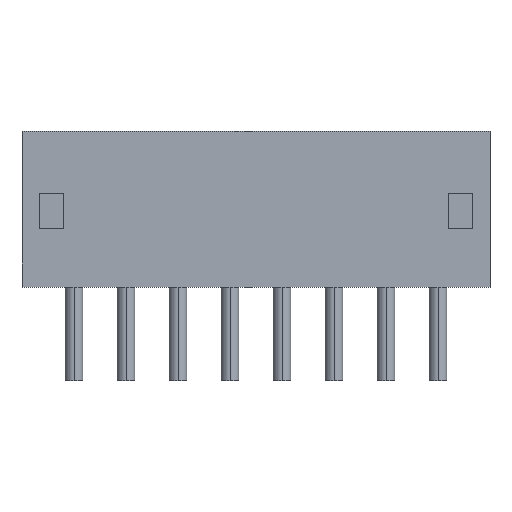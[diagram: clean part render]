
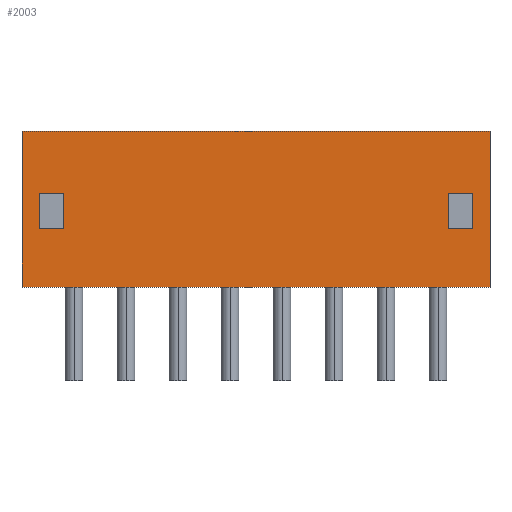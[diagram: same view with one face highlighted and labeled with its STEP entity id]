
A CAD part, top view. The second image highlights one B-rep face of the part: STEP entity #2003.
In plain terms, the highlighted planar face has unit normal (0, 0, 1).
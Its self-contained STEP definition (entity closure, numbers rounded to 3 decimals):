
#259 = CARTESIAN_POINT ( 'NONE',  ( 6.75, 4.5, 0. ) ) ;
#1624 = DIRECTION ( 'NONE',  ( 0., -1., 0. ) ) ;
#1625 = VECTOR ( 'NONE', #1624, 1000. ) ;
#1626 = CARTESIAN_POINT ( 'NONE',  ( 6.75, 0., 0. ) ) ;
#1627 = LINE ( 'NONE', #1626, #1625 ) ;
#1628 = CARTESIAN_POINT ( 'NONE',  ( 6.75, 0., 0. ) ) ;
#1629 = DIRECTION ( 'NONE',  ( -1., 0., 0. ) ) ;
#1630 = VECTOR ( 'NONE', #1629, 1000. ) ;
#1631 = CARTESIAN_POINT ( 'NONE',  ( 6.75, 0., 0. ) ) ;
#1632 = LINE ( 'NONE', #1631, #1630 ) ;
#1633 = CARTESIAN_POINT ( 'NONE',  ( -6.75, 0., 0. ) ) ;
#1640 = DIRECTION ( 'NONE',  ( 0., -1., 0. ) ) ;
#1641 = VECTOR ( 'NONE', #1640, 1000. ) ;
#1642 = CARTESIAN_POINT ( 'NONE',  ( -6.75, 0., 0. ) ) ;
#1643 = LINE ( 'NONE', #1642, #1641 ) ;
#1644 = DIRECTION ( 'NONE',  ( -1., 0., 0. ) ) ;
#1645 = VECTOR ( 'NONE', #1644, 1000. ) ;
#1646 = CARTESIAN_POINT ( 'NONE',  ( -6.25, 2.7, 0. ) ) ;
#1647 = LINE ( 'NONE', #1646, #1645 ) ;
#1648 = CARTESIAN_POINT ( 'NONE',  ( -6.25, 2.7, 0. ) ) ;
#1649 = DIRECTION ( 'NONE',  ( 0., -1., 0. ) ) ;
#1650 = VECTOR ( 'NONE', #1649, 1000. ) ;
#1651 = CARTESIAN_POINT ( 'NONE',  ( -6.25, 2.7, 0. ) ) ;
#1652 = LINE ( 'NONE', #1651, #1650 ) ;
#1653 = CARTESIAN_POINT ( 'NONE',  ( -6.25, 1.7, 0. ) ) ;
#1654 = DIRECTION ( 'NONE',  ( 1., 0., 0. ) ) ;
#1655 = VECTOR ( 'NONE', #1654, 1000. ) ;
#1656 = CARTESIAN_POINT ( 'NONE',  ( -6.25, 1.7, 0. ) ) ;
#1657 = LINE ( 'NONE', #1656, #1655 ) ;
#1658 = CARTESIAN_POINT ( 'NONE',  ( -5.55, 2.7, 0. ) ) ;
#1659 = CARTESIAN_POINT ( 'NONE',  ( -5.55, 1.7, 0. ) ) ;
#1660 = DIRECTION ( 'NONE',  ( 0., 1., 0. ) ) ;
#1661 = VECTOR ( 'NONE', #1660, 1000. ) ;
#1662 = CARTESIAN_POINT ( 'NONE',  ( -5.55, 2.7, 0. ) ) ;
#1718 = LINE ( 'NONE', #1662, #1661 ) ;
#1719 = DIRECTION ( 'NONE',  ( 1., 0., 0. ) ) ;
#1720 = VECTOR ( 'NONE', #1719, 1000. ) ;
#1721 = CARTESIAN_POINT ( 'NONE',  ( 6.25, 1.7, 0. ) ) ;
#1722 = LINE ( 'NONE', #1721, #1720 ) ;
#1723 = CARTESIAN_POINT ( 'NONE',  ( 6.25, 1.7, 0. ) ) ;
#1724 = DIRECTION ( 'NONE',  ( 0., 1., 0. ) ) ;
#1725 = VECTOR ( 'NONE', #1724, 1000. ) ;
#1726 = CARTESIAN_POINT ( 'NONE',  ( 6.25, 2.7, 0. ) ) ;
#1727 = LINE ( 'NONE', #1726, #1725 ) ;
#1728 = CARTESIAN_POINT ( 'NONE',  ( 6.25, 2.7, 0. ) ) ;
#1729 = DIRECTION ( 'NONE',  ( -1., 0., 0. ) ) ;
#1730 = VECTOR ( 'NONE', #1729, 1000. ) ;
#1731 = CARTESIAN_POINT ( 'NONE',  ( 6.25, 2.7, 0. ) ) ;
#1732 = LINE ( 'NONE', #1731, #1730 ) ;
#2000 = VERTEX_POINT ( 'NONE', #3129 ) ;
#2002 = EDGE_CURVE ( 'NONE', #2287, #2000, #3127, .T. ) ;
#2003 = ADVANCED_FACE ( 'NONE', ( #3123, #3122, #3110 ), #3095, .F. ) ;
#2004 = EDGE_LOOP ( 'NONE', ( #2005, #2021, #2063, #2066 ) ) ;
#2005 = ORIENTED_EDGE ( 'NONE', *, *, #2006, .F. ) ;
#2006 = EDGE_CURVE ( 'NONE', #2007, #2008, #3090, .T. ) ;
#2007 = VERTEX_POINT ( 'NONE', #3086 ) ;
#2008 = VERTEX_POINT ( 'NONE', #3085 ) ;
#2021 = ORIENTED_EDGE ( 'NONE', *, *, #2061, .F. ) ;
#2061 = EDGE_CURVE ( 'NONE', #2062, #2007, #1732, .T. ) ;
#2062 = VERTEX_POINT ( 'NONE', #1728 ) ;
#2063 = ORIENTED_EDGE ( 'NONE', *, *, #2064, .F. ) ;
#2064 = EDGE_CURVE ( 'NONE', #2065, #2062, #1727, .T. ) ;
#2065 = VERTEX_POINT ( 'NONE', #1723 ) ;
#2066 = ORIENTED_EDGE ( 'NONE', *, *, #2067, .F. ) ;
#2067 = EDGE_CURVE ( 'NONE', #2008, #2065, #1722, .T. ) ;
#2068 = EDGE_LOOP ( 'NONE', ( #2069, #2073, #2076, #2079 ) ) ;
#2069 = ORIENTED_EDGE ( 'NONE', *, *, #2070, .F. ) ;
#2070 = EDGE_CURVE ( 'NONE', #2071, #2072, #1718, .T. ) ;
#2071 = VERTEX_POINT ( 'NONE', #1659 ) ;
#2072 = VERTEX_POINT ( 'NONE', #1658 ) ;
#2073 = ORIENTED_EDGE ( 'NONE', *, *, #2074, .F. ) ;
#2074 = EDGE_CURVE ( 'NONE', #2075, #2071, #1657, .T. ) ;
#2075 = VERTEX_POINT ( 'NONE', #1653 ) ;
#2076 = ORIENTED_EDGE ( 'NONE', *, *, #2077, .F. ) ;
#2077 = EDGE_CURVE ( 'NONE', #2078, #2075, #1652, .T. ) ;
#2078 = VERTEX_POINT ( 'NONE', #1648 ) ;
#2079 = ORIENTED_EDGE ( 'NONE', *, *, #2080, .F. ) ;
#2080 = EDGE_CURVE ( 'NONE', #2072, #2078, #1647, .T. ) ;
#2081 = EDGE_LOOP ( 'NONE', ( #2082, #2085, #2088, #2308 ) ) ;
#2082 = ORIENTED_EDGE ( 'NONE', *, *, #2083, .T. ) ;
#2083 = EDGE_CURVE ( 'NONE', #2000, #2084, #1643, .T. ) ;
#2084 = VERTEX_POINT ( 'NONE', #1633 ) ;
#2085 = ORIENTED_EDGE ( 'NONE', *, *, #2086, .F. ) ;
#2086 = EDGE_CURVE ( 'NONE', #2087, #2084, #1632, .T. ) ;
#2087 = VERTEX_POINT ( 'NONE', #1628 ) ;
#2088 = ORIENTED_EDGE ( 'NONE', *, *, #2089, .F. ) ;
#2089 = EDGE_CURVE ( 'NONE', #2287, #2087, #1627, .T. ) ;
#2287 = VERTEX_POINT ( 'NONE', #259 ) ;
#2308 = ORIENTED_EDGE ( 'NONE', *, *, #2002, .T. ) ;
#3085 = CARTESIAN_POINT ( 'NONE',  ( 5.55, 1.7, 0. ) ) ;
#3086 = CARTESIAN_POINT ( 'NONE',  ( 5.55, 2.7, 0. ) ) ;
#3087 = DIRECTION ( 'NONE',  ( 0., -1., 0. ) ) ;
#3088 = VECTOR ( 'NONE', #3087, 1000. ) ;
#3089 = CARTESIAN_POINT ( 'NONE',  ( 5.55, 2.7, 0. ) ) ;
#3090 = LINE ( 'NONE', #3089, #3088 ) ;
#3091 = DIRECTION ( 'NONE',  ( -1., 0., 0. ) ) ;
#3092 = DIRECTION ( 'NONE',  ( 0., 0., -1. ) ) ;
#3093 = CARTESIAN_POINT ( 'NONE',  ( 6.75, 0., 0. ) ) ;
#3094 = AXIS2_PLACEMENT_3D ( 'NONE', #3093, #3092, #3091 ) ;
#3095 = PLANE ( 'NONE',  #3094 ) ;
#3110 = FACE_OUTER_BOUND ( 'NONE', #2081, .T. ) ;
#3122 = FACE_BOUND ( 'NONE', #2068, .T. ) ;
#3123 = FACE_BOUND ( 'NONE', #2004, .T. ) ;
#3124 = DIRECTION ( 'NONE',  ( -1., 0., 0. ) ) ;
#3125 = VECTOR ( 'NONE', #3124, 1000. ) ;
#3126 = CARTESIAN_POINT ( 'NONE',  ( 6.75, 4.5, 0. ) ) ;
#3127 = LINE ( 'NONE', #3126, #3125 ) ;
#3129 = CARTESIAN_POINT ( 'NONE',  ( -6.75, 4.5, 0. ) ) ;
